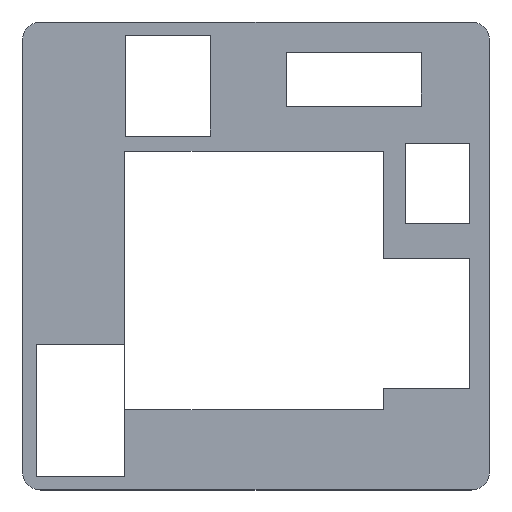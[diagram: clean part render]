
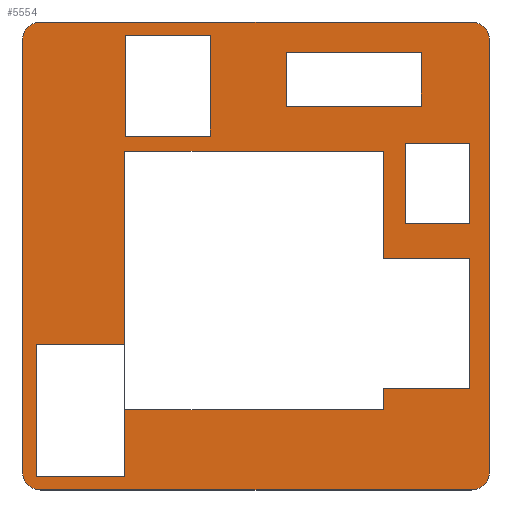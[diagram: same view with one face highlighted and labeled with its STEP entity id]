
A CAD part, top view. The second image highlights one B-rep face of the part: STEP entity #5554.
In plain terms, the highlighted planar face has unit normal (0, 0, 1).
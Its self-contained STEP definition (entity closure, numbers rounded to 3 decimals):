
#410=CIRCLE('',#5885,4.);
#411=CIRCLE('',#5888,4.);
#412=CIRCLE('',#5891,4.);
#413=CIRCLE('',#5894,4.);
#827=ORIENTED_EDGE('',*,*,#2438,.F.);
#828=ORIENTED_EDGE('',*,*,#2441,.T.);
#829=ORIENTED_EDGE('',*,*,#2443,.T.);
#830=ORIENTED_EDGE('',*,*,#2447,.F.);
#831=ORIENTED_EDGE('',*,*,#2431,.F.);
#832=ORIENTED_EDGE('',*,*,#2434,.T.);
#833=ORIENTED_EDGE('',*,*,#2436,.F.);
#834=ORIENTED_EDGE('',*,*,#2446,.F.);
#835=ORIENTED_EDGE('',*,*,#2424,.F.);
#836=ORIENTED_EDGE('',*,*,#2427,.T.);
#837=ORIENTED_EDGE('',*,*,#2429,.T.);
#838=ORIENTED_EDGE('',*,*,#2445,.F.);
#839=ORIENTED_EDGE('',*,*,#2419,.F.);
#840=ORIENTED_EDGE('',*,*,#2421,.T.);
#841=ORIENTED_EDGE('',*,*,#2422,.T.);
#842=ORIENTED_EDGE('',*,*,#2157,.F.);
#843=ORIENTED_EDGE('',*,*,#2404,.F.);
#844=ORIENTED_EDGE('',*,*,#2407,.T.);
#845=ORIENTED_EDGE('',*,*,#2409,.F.);
#846=ORIENTED_EDGE('',*,*,#2411,.F.);
#847=ORIENTED_EDGE('',*,*,#2413,.T.);
#848=ORIENTED_EDGE('',*,*,#2415,.T.);
#849=ORIENTED_EDGE('',*,*,#2417,.T.);
#850=ORIENTED_EDGE('',*,*,#2444,.T.);
#851=ORIENTED_EDGE('',*,*,#2389,.T.);
#852=ORIENTED_EDGE('',*,*,#2392,.T.);
#853=ORIENTED_EDGE('',*,*,#2394,.T.);
#854=ORIENTED_EDGE('',*,*,#2396,.T.);
#855=ORIENTED_EDGE('',*,*,#2398,.T.);
#856=ORIENTED_EDGE('',*,*,#2400,.T.);
#857=ORIENTED_EDGE('',*,*,#2402,.T.);
#858=ORIENTED_EDGE('',*,*,#2448,.T.);
#2157=EDGE_CURVE('',#3001,#3002,#3569,.T.);
#2389=EDGE_CURVE('',#3230,#3229,#410,.T.);
#2392=EDGE_CURVE('',#3229,#3231,#3696,.T.);
#2394=EDGE_CURVE('',#3231,#3232,#411,.T.);
#2396=EDGE_CURVE('',#3232,#3233,#3699,.T.);
#2398=EDGE_CURVE('',#3233,#3234,#412,.T.);
#2400=EDGE_CURVE('',#3234,#3235,#3702,.T.);
#2402=EDGE_CURVE('',#3235,#3236,#413,.T.);
#2404=EDGE_CURVE('',#3237,#3238,#3705,.T.);
#2407=EDGE_CURVE('',#3237,#3239,#3708,.T.);
#2409=EDGE_CURVE('',#3240,#3239,#3710,.T.);
#2411=EDGE_CURVE('',#3241,#3240,#3712,.T.);
#2413=EDGE_CURVE('',#3241,#3242,#3714,.T.);
#2415=EDGE_CURVE('',#3242,#3243,#3716,.T.);
#2417=EDGE_CURVE('',#3243,#3244,#3718,.T.);
#2419=EDGE_CURVE('',#3245,#3001,#3720,.T.);
#2421=EDGE_CURVE('',#3245,#3246,#3722,.T.);
#2422=EDGE_CURVE('',#3246,#3002,#3723,.T.);
#2424=EDGE_CURVE('',#3247,#3248,#3725,.T.);
#2427=EDGE_CURVE('',#3247,#3249,#3728,.T.);
#2429=EDGE_CURVE('',#3249,#3250,#3730,.T.);
#2431=EDGE_CURVE('',#3251,#3252,#3732,.T.);
#2434=EDGE_CURVE('',#3251,#3253,#3735,.T.);
#2436=EDGE_CURVE('',#3254,#3253,#3737,.T.);
#2438=EDGE_CURVE('',#3255,#3256,#3739,.T.);
#2441=EDGE_CURVE('',#3255,#3257,#3742,.T.);
#2443=EDGE_CURVE('',#3257,#3258,#3744,.T.);
#2444=EDGE_CURVE('',#3244,#3238,#3745,.T.);
#2445=EDGE_CURVE('',#3248,#3250,#3746,.T.);
#2446=EDGE_CURVE('',#3252,#3254,#3747,.T.);
#2447=EDGE_CURVE('',#3256,#3258,#3748,.T.);
#2448=EDGE_CURVE('',#3236,#3230,#3749,.T.);
#3001=VERTEX_POINT('',#7288);
#3002=VERTEX_POINT('',#7290);
#3229=VERTEX_POINT('',#7890);
#3230=VERTEX_POINT('',#7892);
#3231=VERTEX_POINT('',#7896);
#3232=VERTEX_POINT('',#7900);
#3233=VERTEX_POINT('',#7904);
#3234=VERTEX_POINT('',#7908);
#3235=VERTEX_POINT('',#7912);
#3236=VERTEX_POINT('',#7916);
#3237=VERTEX_POINT('',#7920);
#3238=VERTEX_POINT('',#7922);
#3239=VERTEX_POINT('',#7926);
#3240=VERTEX_POINT('',#7930);
#3241=VERTEX_POINT('',#7934);
#3242=VERTEX_POINT('',#7938);
#3243=VERTEX_POINT('',#7942);
#3244=VERTEX_POINT('',#7946);
#3245=VERTEX_POINT('',#7950);
#3246=VERTEX_POINT('',#7954);
#3247=VERTEX_POINT('',#7960);
#3248=VERTEX_POINT('',#7962);
#3249=VERTEX_POINT('',#7966);
#3250=VERTEX_POINT('',#7970);
#3251=VERTEX_POINT('',#7974);
#3252=VERTEX_POINT('',#7976);
#3253=VERTEX_POINT('',#7980);
#3254=VERTEX_POINT('',#7984);
#3255=VERTEX_POINT('',#7988);
#3256=VERTEX_POINT('',#7990);
#3257=VERTEX_POINT('',#7994);
#3258=VERTEX_POINT('',#7998);
#3569=LINE('',#7289,#4115);
#3696=LINE('',#7897,#4242);
#3699=LINE('',#7905,#4245);
#3702=LINE('',#7913,#4248);
#3705=LINE('',#7921,#4251);
#3708=LINE('',#7927,#4254);
#3710=LINE('',#7931,#4256);
#3712=LINE('',#7935,#4258);
#3714=LINE('',#7939,#4260);
#3716=LINE('',#7943,#4262);
#3718=LINE('',#7947,#4264);
#3720=LINE('',#7951,#4266);
#3722=LINE('',#7955,#4268);
#3723=LINE('',#7957,#4269);
#3725=LINE('',#7961,#4271);
#3728=LINE('',#7967,#4274);
#3730=LINE('',#7971,#4276);
#3732=LINE('',#7975,#4278);
#3735=LINE('',#7981,#4281);
#3737=LINE('',#7985,#4283);
#3739=LINE('',#7989,#4285);
#3742=LINE('',#7995,#4288);
#3744=LINE('',#7999,#4290);
#3745=LINE('',#8001,#4291);
#3746=LINE('',#8003,#4292);
#3747=LINE('',#8005,#4293);
#3748=LINE('',#8007,#4294);
#3749=LINE('',#8009,#4295);
#4115=VECTOR('',#6150,1000.);
#4242=VECTOR('',#6359,1000.);
#4245=VECTOR('',#6368,1000.);
#4248=VECTOR('',#6377,1000.);
#4251=VECTOR('',#6386,1000.);
#4254=VECTOR('',#6391,1000.);
#4256=VECTOR('',#6395,1000.);
#4258=VECTOR('',#6399,1000.);
#4260=VECTOR('',#6403,1000.);
#4262=VECTOR('',#6407,1000.);
#4264=VECTOR('',#6411,1000.);
#4266=VECTOR('',#6415,1000.);
#4268=VECTOR('',#6419,1000.);
#4269=VECTOR('',#6422,1000.);
#4271=VECTOR('',#6426,1000.);
#4274=VECTOR('',#6431,1000.);
#4276=VECTOR('',#6435,1000.);
#4278=VECTOR('',#6439,1000.);
#4281=VECTOR('',#6444,1000.);
#4283=VECTOR('',#6448,1000.);
#4285=VECTOR('',#6452,1000.);
#4288=VECTOR('',#6457,1000.);
#4290=VECTOR('',#6461,1000.);
#4291=VECTOR('',#6464,1000.);
#4292=VECTOR('',#6467,1000.);
#4293=VECTOR('',#6470,1000.);
#4294=VECTOR('',#6473,1000.);
#4295=VECTOR('',#6476,1000.);
#4704=EDGE_LOOP('',(#827,#828,#829,#830));
#4705=EDGE_LOOP('',(#831,#832,#833,#834));
#4706=EDGE_LOOP('',(#835,#836,#837,#838));
#4707=EDGE_LOOP('',(#839,#840,#841,#842));
#4708=EDGE_LOOP('',(#843,#844,#845,#846,#847,#848,#849,#850));
#4709=EDGE_LOOP('',(#851,#852,#853,#854,#855,#856,#857,#858));
#5058=FACE_BOUND('',#4704,.T.);
#5059=FACE_BOUND('',#4705,.T.);
#5060=FACE_BOUND('',#4706,.T.);
#5061=FACE_BOUND('',#4707,.T.);
#5062=FACE_BOUND('',#4708,.T.);
#5063=FACE_BOUND('',#4709,.T.);
#5388=PLANE('',#5919);
#5554=ADVANCED_FACE('',(#5058,#5059,#5060,#5061,#5062,#5063),#5388,.T.);
#5885=AXIS2_PLACEMENT_3D('',#7891,#6353,#6354);
#5888=AXIS2_PLACEMENT_3D('',#7901,#6363,#6364);
#5891=AXIS2_PLACEMENT_3D('',#7909,#6372,#6373);
#5894=AXIS2_PLACEMENT_3D('',#7917,#6381,#6382);
#5919=AXIS2_PLACEMENT_3D('',#8010,#6477,#6478);
#6150=DIRECTION('',(1.,0.,0.));
#6353=DIRECTION('',(0.,0.,1.));
#6354=DIRECTION('',(1.,0.,0.));
#6359=DIRECTION('',(1.,0.,0.));
#6363=DIRECTION('',(0.,0.,1.));
#6364=DIRECTION('',(1.,0.,0.));
#6368=DIRECTION('',(0.,1.,0.));
#6372=DIRECTION('',(0.,0.,1.));
#6373=DIRECTION('',(1.,0.,0.));
#6377=DIRECTION('',(-1.,0.,0.));
#6381=DIRECTION('',(0.,0.,1.));
#6382=DIRECTION('',(1.,0.,0.));
#6386=DIRECTION('',(1.,0.,0.));
#6391=DIRECTION('',(0.,-1.,0.));
#6395=DIRECTION('',(1.,0.,0.));
#6399=DIRECTION('',(0.,-1.,0.));
#6403=DIRECTION('',(1.,0.,0.));
#6407=DIRECTION('',(0.,-1.,0.));
#6411=DIRECTION('',(1.,0.,0.));
#6415=DIRECTION('',(0.,-1.,0.));
#6419=DIRECTION('',(1.,0.,0.));
#6422=DIRECTION('',(0.,-1.,0.));
#6426=DIRECTION('',(0.,-1.,0.));
#6431=DIRECTION('',(1.,0.,0.));
#6435=DIRECTION('',(0.,-1.,0.));
#6439=DIRECTION('',(-1.,0.,0.));
#6444=DIRECTION('',(0.,-1.,0.));
#6448=DIRECTION('',(1.,0.,0.));
#6452=DIRECTION('',(-1.,0.,0.));
#6457=DIRECTION('',(0.,-1.,0.));
#6461=DIRECTION('',(-1.,0.,0.));
#6464=DIRECTION('',(0.,-1.,0.));
#6467=DIRECTION('',(1.,0.,0.));
#6470=DIRECTION('',(0.,-1.,0.));
#6473=DIRECTION('',(0.,-1.,0.));
#6476=DIRECTION('',(0.,-1.,0.));
#6477=DIRECTION('',(0.,0.,1.));
#6478=DIRECTION('',(1.,0.,0.));
#7288=CARTESIAN_POINT('',(53.653,75.199,19.5));
#7289=CARTESIAN_POINT('',(68.593,75.199,19.5));
#7290=CARTESIAN_POINT('',(83.533,75.199,19.5));
#7890=CARTESIAN_POINT('',(-0.563,-9.558,19.5));
#7891=CARTESIAN_POINT('',(-0.563,-5.558,19.5));
#7892=CARTESIAN_POINT('',(-4.563,-5.558,19.5));
#7896=CARTESIAN_POINT('',(94.587,-9.558,19.5));
#7897=CARTESIAN_POINT('',(47.012,-9.558,19.5));
#7900=CARTESIAN_POINT('',(98.587,-5.558,19.5));
#7901=CARTESIAN_POINT('',(94.587,-5.558,19.5));
#7904=CARTESIAN_POINT('',(98.587,89.792,19.5));
#7905=CARTESIAN_POINT('',(98.587,42.117,19.5));
#7908=CARTESIAN_POINT('',(94.587,93.792,19.5));
#7909=CARTESIAN_POINT('',(94.587,89.792,19.5));
#7912=CARTESIAN_POINT('',(-0.563,93.792,19.5));
#7913=CARTESIAN_POINT('',(47.012,93.792,19.5));
#7916=CARTESIAN_POINT('',(-4.563,89.792,19.5));
#7917=CARTESIAN_POINT('',(-0.563,89.792,19.5));
#7920=CARTESIAN_POINT('',(75.187,12.779,19.5));
#7921=CARTESIAN_POINT('',(84.712,12.779,19.5));
#7922=CARTESIAN_POINT('',(94.237,12.779,19.5));
#7926=CARTESIAN_POINT('',(75.187,8.12,19.5));
#7927=CARTESIAN_POINT('',(75.187,10.45,19.5));
#7930=CARTESIAN_POINT('',(18.037,8.12,19.5));
#7931=CARTESIAN_POINT('',(46.612,8.12,19.5));
#7934=CARTESIAN_POINT('',(18.037,65.22,19.5));
#7935=CARTESIAN_POINT('',(18.037,36.67,19.5));
#7938=CARTESIAN_POINT('',(75.187,65.22,19.5));
#7939=CARTESIAN_POINT('',(46.612,65.22,19.5));
#7942=CARTESIAN_POINT('',(75.187,41.508,19.5));
#7943=CARTESIAN_POINT('',(75.187,53.364,19.5));
#7946=CARTESIAN_POINT('',(94.237,41.508,19.5));
#7947=CARTESIAN_POINT('',(84.712,41.508,19.5));
#7950=CARTESIAN_POINT('',(53.653,87.079,19.5));
#7951=CARTESIAN_POINT('',(53.653,81.139,19.5));
#7954=CARTESIAN_POINT('',(83.533,87.079,19.5));
#7955=CARTESIAN_POINT('',(68.593,87.079,19.5));
#7957=CARTESIAN_POINT('',(83.533,81.139,19.5));
#7960=CARTESIAN_POINT('',(79.918,66.877,19.5));
#7961=CARTESIAN_POINT('',(79.918,58.127,19.5));
#7962=CARTESIAN_POINT('',(79.918,49.377,19.5));
#7966=CARTESIAN_POINT('',(94.168,66.877,19.5));
#7967=CARTESIAN_POINT('',(87.043,66.877,19.5));
#7970=CARTESIAN_POINT('',(94.168,49.377,19.5));
#7971=CARTESIAN_POINT('',(94.168,58.127,19.5));
#7974=CARTESIAN_POINT('',(17.937,22.517,19.5));
#7975=CARTESIAN_POINT('',(8.187,22.517,19.5));
#7976=CARTESIAN_POINT('',(-1.563,22.517,19.5));
#7980=CARTESIAN_POINT('',(17.937,-6.558,19.5));
#7981=CARTESIAN_POINT('',(17.937,7.979,19.5));
#7984=CARTESIAN_POINT('',(-1.563,-6.558,19.5));
#7985=CARTESIAN_POINT('',(47.012,-6.558,19.5));
#7988=CARTESIAN_POINT('',(36.922,90.792,19.5));
#7989=CARTESIAN_POINT('',(47.012,90.792,19.5));
#7990=CARTESIAN_POINT('',(18.103,90.792,19.5));
#7994=CARTESIAN_POINT('',(36.922,68.61,19.5));
#7995=CARTESIAN_POINT('',(36.922,79.701,19.5));
#7998=CARTESIAN_POINT('',(18.103,68.61,19.5));
#7999=CARTESIAN_POINT('',(27.512,68.61,19.5));
#8001=CARTESIAN_POINT('',(94.237,27.144,19.5));
#8003=CARTESIAN_POINT('',(87.043,49.377,19.5));
#8005=CARTESIAN_POINT('',(-1.563,42.117,19.5));
#8007=CARTESIAN_POINT('',(18.103,79.701,19.5));
#8009=CARTESIAN_POINT('',(-4.563,42.117,19.5));
#8010=CARTESIAN_POINT('',(47.012,42.117,19.5));
